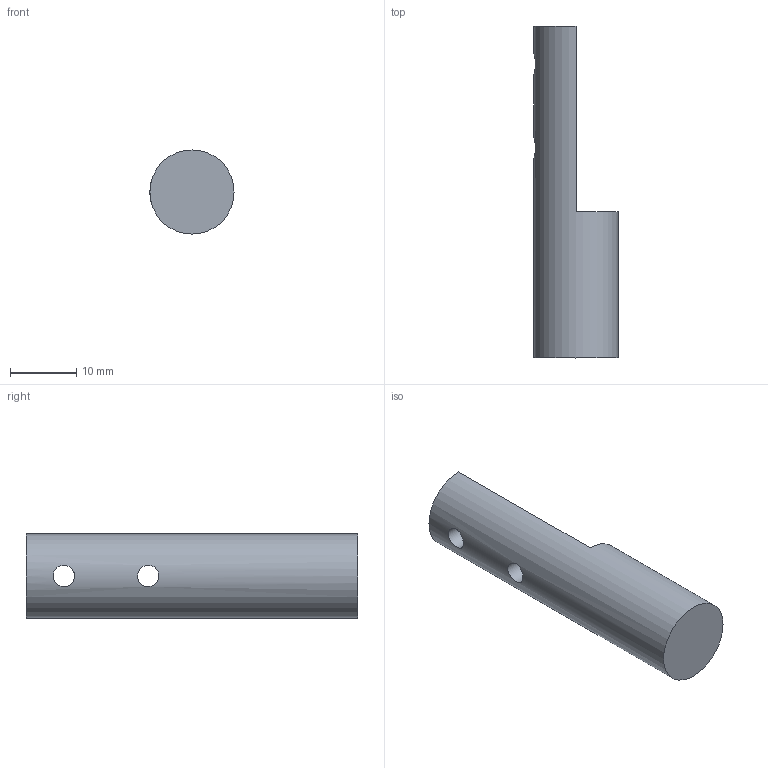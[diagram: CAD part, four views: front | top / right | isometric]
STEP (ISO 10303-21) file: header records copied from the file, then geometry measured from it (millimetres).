
FILE_DESCRIPTION(/* description */ ('STEP AP214'),/* implementation_level */ '2;1');
FILE_NAME(/* name */ 'NTWS_BMP020_001_P_004.stp',/* time_stamp */ '2024-05-03T12:03:43+02:00',/* author */ ('faricci'),/* organization */ (''),/* preprocessor_version */ 'ST-DEVELOPER v20',/* originating_system */ 'Autodesk Inventor 2025',/* authorisation */ '');
FILE_SCHEMA (('AUTOMOTIVE_DESIGN { 1 0 10303 214 3 1 1 }'));
Length unit declared in the file: millimetre
Products named in the file (1): TR75T_M-Step
Bounding box: 12.67 x 50 x 12.67 mm (x, y, z)
Volume: 4438.4 mm3; surface area: 2134.5 mm2
Topology: 1 solids, 1 shells, 7 faces, 14 edges, 9 vertices
Faces by surface type: plane 4, cylinder 3
Full cylindrical faces by diameter (mm): 3.242 x2, 12.675 x1
Entity records: 305 total; most frequent: CARTESIAN_POINT 97, DIRECTION 33, ORIENTED_EDGE 28, EDGE_CURVE 14, AXIS2_PLACEMENT_3D 13, EDGE_LOOP 11, VERTEX_POINT 9, FACE_OUTER_BOUND 7
